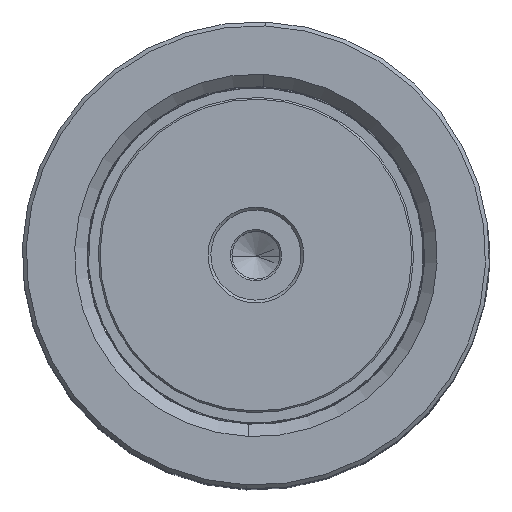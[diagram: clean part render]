
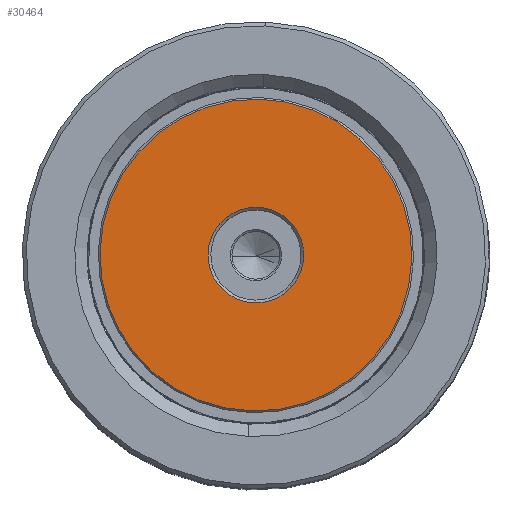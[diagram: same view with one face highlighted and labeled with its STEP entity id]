
A CAD part, top view. The second image highlights one B-rep face of the part: STEP entity #30464.
In plain terms, the highlighted face is planar.
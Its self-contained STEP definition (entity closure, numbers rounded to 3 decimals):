
#1873 = EDGE_CURVE ( 'NONE', #23596, #30523, #21633, .T. ) ;
#2693 = CIRCLE ( 'NONE', #5656, 8.5 ) ;
#3093 = CARTESIAN_POINT ( 'NONE',  ( -27.7, 0., 0. ) ) ;
#4349 = AXIS2_PLACEMENT_3D ( 'NONE', #11582, #15691, #11408 ) ;
#4936 = ORIENTED_EDGE ( 'NONE', *, *, #47987, .T. ) ;
#5656 = AXIS2_PLACEMENT_3D ( 'NONE', #26523, #26877, #46014 ) ;
#8306 = EDGE_CURVE ( 'NONE', #25511, #45436, #49788, .T. ) ;
#9001 = CARTESIAN_POINT ( 'NONE',  ( 8.5, 0., 0. ) ) ;
#11408 = DIRECTION ( 'NONE',  ( 1., 0., 0. ) ) ;
#11582 = CARTESIAN_POINT ( 'NONE',  ( 0., 0., 0. ) ) ;
#11848 = CIRCLE ( 'NONE', #44859, 27.7 ) ;
#13646 = ORIENTED_EDGE ( 'NONE', *, *, #26116, .T. ) ;
#14798 = CARTESIAN_POINT ( 'NONE',  ( 0., 0., 0. ) ) ;
#15691 = DIRECTION ( 'NONE',  ( 0., 0., -1. ) ) ;
#15886 = AXIS2_PLACEMENT_3D ( 'NONE', #14798, #49668, #26001 ) ;
#18203 = CARTESIAN_POINT ( 'NONE',  ( 0., 0., 0. ) ) ;
#18548 = DIRECTION ( 'NONE',  ( 0., 0., -1. ) ) ;
#18599 = FACE_BOUND ( 'NONE', #37537, .T. ) ;
#21633 = CIRCLE ( 'NONE', #49526, 8.5 ) ;
#22176 = DIRECTION ( 'NONE',  ( 1., 0., 0. ) ) ;
#22612 = CARTESIAN_POINT ( 'NONE',  ( 27.7, 0., 0. ) ) ;
#23596 = VERTEX_POINT ( 'NONE', #9001 ) ;
#25511 = VERTEX_POINT ( 'NONE', #22612 ) ;
#26001 = DIRECTION ( 'NONE',  ( 1., 0., 0. ) ) ;
#26116 = EDGE_CURVE ( 'NONE', #30523, #23596, #2693, .T. ) ;
#26523 = CARTESIAN_POINT ( 'NONE',  ( 0., 0., 0. ) ) ;
#26877 = DIRECTION ( 'NONE',  ( 0., 0., 1. ) ) ;
#30464 = ADVANCED_FACE ( 'NONE', ( #50139, #18599 ), #41504, .F. ) ;
#30523 = VERTEX_POINT ( 'NONE', #34127 ) ;
#34127 = CARTESIAN_POINT ( 'NONE',  ( -8.5, 0., 0. ) ) ;
#37537 = EDGE_LOOP ( 'NONE', ( #13646, #40961 ) ) ;
#40961 = ORIENTED_EDGE ( 'NONE', *, *, #1873, .T. ) ;
#41504 = PLANE ( 'NONE',  #15886 ) ;
#42223 = CARTESIAN_POINT ( 'NONE',  ( 0., 0., 0. ) ) ;
#44859 = AXIS2_PLACEMENT_3D ( 'NONE', #18203, #18548, #22176 ) ;
#45436 = VERTEX_POINT ( 'NONE', #3093 ) ;
#46014 = DIRECTION ( 'NONE',  ( 1., 0., 0. ) ) ;
#46489 = ORIENTED_EDGE ( 'NONE', *, *, #8306, .T. ) ;
#46583 = DIRECTION ( 'NONE',  ( 1., 0., 0. ) ) ;
#47987 = EDGE_CURVE ( 'NONE', #45436, #25511, #11848, .T. ) ;
#48226 = EDGE_LOOP ( 'NONE', ( #46489, #4936 ) ) ;
#49526 = AXIS2_PLACEMENT_3D ( 'NONE', #42223, #50421, #46583 ) ;
#49668 = DIRECTION ( 'NONE',  ( 0., 0., 1. ) ) ;
#49788 = CIRCLE ( 'NONE', #4349, 27.7 ) ;
#50139 = FACE_OUTER_BOUND ( 'NONE', #48226, .T. ) ;
#50421 = DIRECTION ( 'NONE',  ( 0., 0., 1. ) ) ;
